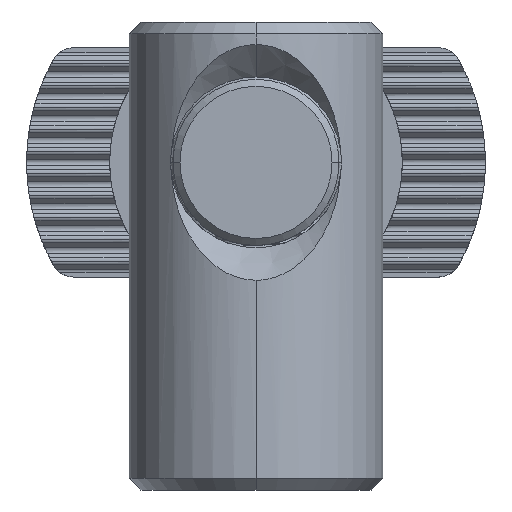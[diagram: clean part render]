
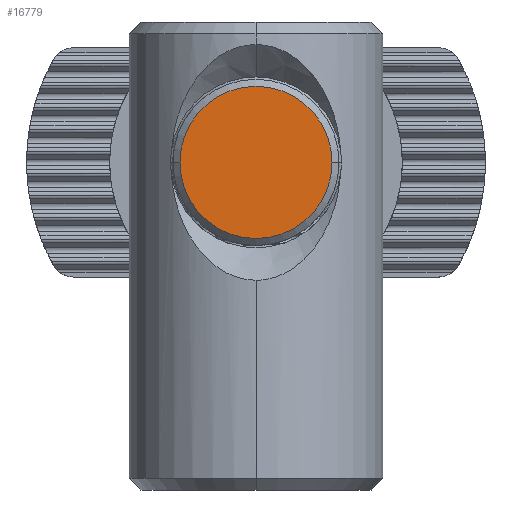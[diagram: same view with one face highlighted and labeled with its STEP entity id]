
A CAD part, left-side view. The second image highlights one B-rep face of the part: STEP entity #16779.
In plain terms, the highlighted planar face has unit normal (-1, 0, 0).
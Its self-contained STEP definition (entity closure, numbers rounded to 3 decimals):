
#210 = EDGE_CURVE ( 'NONE', #10549, #18914, #3719, .T. ) ;
#1034 = AXIS2_PLACEMENT_3D ( 'NONE', #17970, #17895, #17756 ) ;
#2243 = ORIENTED_EDGE ( 'NONE', *, *, #16446, .F. ) ;
#3708 = DIRECTION ( 'NONE',  ( 1., 0., 0. ) ) ;
#3719 = CIRCLE ( 'NONE', #1034, 3.25 ) ;
#4493 = AXIS2_PLACEMENT_3D ( 'NONE', #13548, #3708, #15195 ) ;
#5208 = DIRECTION ( 'NONE',  ( 1., 0., 0. ) ) ;
#5422 = CARTESIAN_POINT ( 'NONE',  ( -16.907, -11.18, 4. ) ) ;
#10549 = VERTEX_POINT ( 'NONE', #18301 ) ;
#11006 = CIRCLE ( 'NONE', #4493, 3.25 ) ;
#13548 = CARTESIAN_POINT ( 'NONE',  ( -16.907, -14.43, 4. ) ) ;
#15034 = CARTESIAN_POINT ( 'NONE',  ( -16.907, -14.43, 0.45 ) ) ;
#15195 = DIRECTION ( 'NONE',  ( 0., 1., 0. ) ) ;
#15306 = ORIENTED_EDGE ( 'NONE', *, *, #210, .F. ) ;
#16446 = EDGE_CURVE ( 'NONE', #18914, #10549, #11006, .T. ) ;
#16650 = DIRECTION ( 'NONE',  ( 0., 0., -1. ) ) ;
#16779 = ADVANCED_FACE ( 'NONE', ( #18840 ), #19838, .F. ) ;
#17756 = DIRECTION ( 'NONE',  ( 0., 1., 0. ) ) ;
#17895 = DIRECTION ( 'NONE',  ( 1., 0., 0. ) ) ;
#17970 = CARTESIAN_POINT ( 'NONE',  ( -16.907, -14.43, 4. ) ) ;
#18301 = CARTESIAN_POINT ( 'NONE',  ( -16.907, -17.68, 4. ) ) ;
#18840 = FACE_OUTER_BOUND ( 'NONE', #20429, .T. ) ;
#18914 = VERTEX_POINT ( 'NONE', #5422 ) ;
#19838 = PLANE ( 'NONE',  #20104 ) ;
#20104 = AXIS2_PLACEMENT_3D ( 'NONE', #15034, #5208, #16650 ) ;
#20429 = EDGE_LOOP ( 'NONE', ( #2243, #15306 ) ) ;
